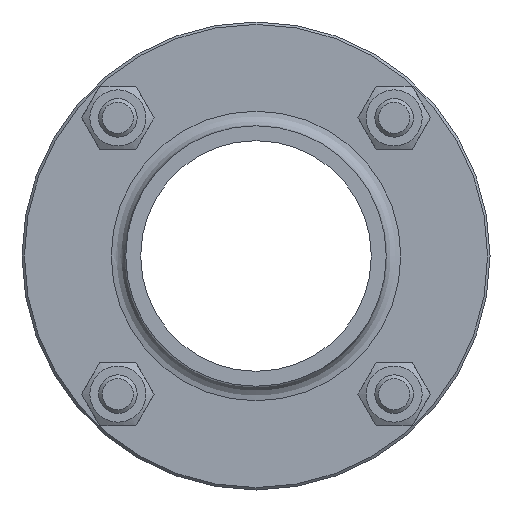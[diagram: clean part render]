
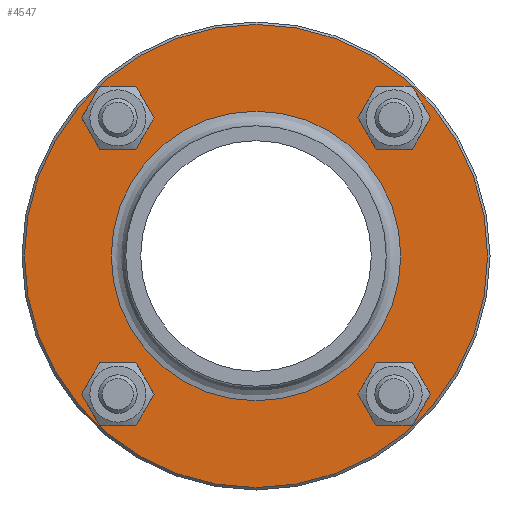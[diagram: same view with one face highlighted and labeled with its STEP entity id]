
A CAD part, left-side view. The second image highlights one B-rep face of the part: STEP entity #4547.
In plain terms, the highlighted planar face has unit normal (-1, 0, 0).
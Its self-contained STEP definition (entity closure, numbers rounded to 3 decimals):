
#2850=CARTESIAN_POINT('',(-10.0,22.838,-28.638));
#2851=VERTEX_POINT('',#2850);
#2852=CARTESIAN_POINT('',(-10.,28.638,-28.638));
#2853=DIRECTION('',(1.0,0.0,0.0));
#2854=DIRECTION('',(0.0,-1.0,0.0));
#2855=AXIS2_PLACEMENT_3D('',#2852,#2853,#2854);
#2856=CIRCLE('',#2855,5.8);
#2857=EDGE_CURVE('',#2851,#2851,#2856,.T.);
#3262=CARTESIAN_POINT('',(-10.0,22.838,28.638));
#3263=VERTEX_POINT('',#3262);
#3264=CARTESIAN_POINT('',(-10.,28.638,28.638));
#3265=DIRECTION('',(1.0,0.0,0.0));
#3266=DIRECTION('',(0.0,-1.0,0.0));
#3267=AXIS2_PLACEMENT_3D('',#3264,#3265,#3266);
#3268=CIRCLE('',#3267,5.8);
#3269=EDGE_CURVE('',#3263,#3263,#3268,.T.);
#3674=CARTESIAN_POINT('',(-10.0,-34.438,-28.638));
#3675=VERTEX_POINT('',#3674);
#3676=CARTESIAN_POINT('',(-10.,-28.638,-28.638));
#3677=DIRECTION('',(1.0,0.0,0.0));
#3678=DIRECTION('',(0.0,-1.0,0.0));
#3679=AXIS2_PLACEMENT_3D('',#3676,#3677,#3678);
#3680=CIRCLE('',#3679,5.8);
#3681=EDGE_CURVE('',#3675,#3675,#3680,.T.);
#4086=CARTESIAN_POINT('',(-10.0,-34.438,28.638));
#4087=VERTEX_POINT('',#4086);
#4088=CARTESIAN_POINT('',(-10.,-28.638,28.638));
#4089=DIRECTION('',(1.0,0.0,0.0));
#4090=DIRECTION('',(0.0,-1.0,0.0));
#4091=AXIS2_PLACEMENT_3D('',#4088,#4089,#4090);
#4092=CIRCLE('',#4091,5.8);
#4093=EDGE_CURVE('',#4087,#4087,#4092,.T.);
#4501=CARTESIAN_POINT('',(-10.,30.,0.0));
#4502=VERTEX_POINT('',#4501);
#4503=CARTESIAN_POINT('',(-10.,0.0,0.0));
#4504=DIRECTION('',(1.0,0.0,0.0));
#4505=DIRECTION('',(0.0,1.0,0.0));
#4506=AXIS2_PLACEMENT_3D('',#4503,#4504,#4505);
#4507=CIRCLE('',#4506,30.);
#4508=EDGE_CURVE('',#4502,#4502,#4507,.T.);
#4516=CARTESIAN_POINT('',(-10.,39.0,0.0));
#4517=DIRECTION('',(-1.0,0.0,0.0));
#4518=DIRECTION('',(0.0,0.0,1.0));
#4519=AXIS2_PLACEMENT_3D('',#4516,#4517,#4518);
#4520=PLANE('',#4519);
#4521=CARTESIAN_POINT('',(-10.,48.,0.0));
#4522=VERTEX_POINT('',#4521);
#4523=CARTESIAN_POINT('',(-10.,0.0,0.0));
#4524=DIRECTION('',(1.0,0.0,0.0));
#4525=DIRECTION('',(0.0,1.0,0.0));
#4526=AXIS2_PLACEMENT_3D('',#4523,#4524,#4525);
#4527=CIRCLE('',#4526,48.);
#4528=EDGE_CURVE('',#4522,#4522,#4527,.T.);
#4529=ORIENTED_EDGE('',*,*,#4528,.F.);
#4530=EDGE_LOOP('',(#4529));
#4531=FACE_OUTER_BOUND('',#4530,.T.);
#4532=ORIENTED_EDGE('',*,*,#2857,.T.);
#4533=EDGE_LOOP('',(#4532));
#4534=FACE_BOUND('',#4533,.T.);
#4535=ORIENTED_EDGE('',*,*,#3269,.T.);
#4536=EDGE_LOOP('',(#4535));
#4537=FACE_BOUND('',#4536,.T.);
#4538=ORIENTED_EDGE('',*,*,#3681,.T.);
#4539=EDGE_LOOP('',(#4538));
#4540=FACE_BOUND('',#4539,.T.);
#4541=ORIENTED_EDGE('',*,*,#4093,.T.);
#4542=EDGE_LOOP('',(#4541));
#4543=FACE_BOUND('',#4542,.T.);
#4544=ORIENTED_EDGE('',*,*,#4508,.T.);
#4545=EDGE_LOOP('',(#4544));
#4546=FACE_BOUND('',#4545,.T.);
#4547=ADVANCED_FACE('',(#4531,#4534,#4537,#4540,#4543,#4546),#4520,.T.);
